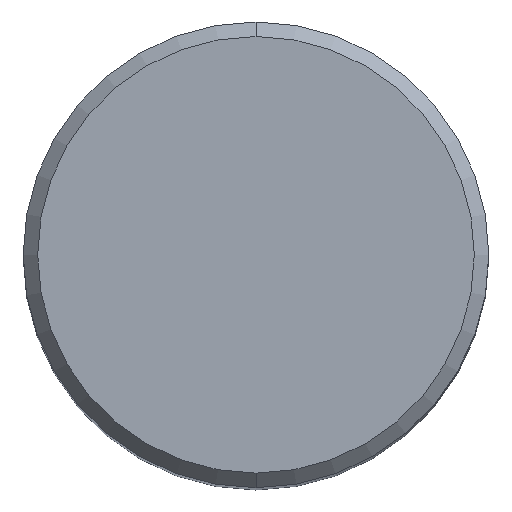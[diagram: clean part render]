
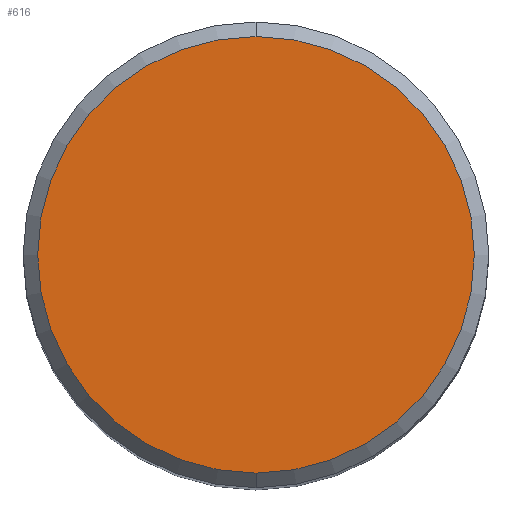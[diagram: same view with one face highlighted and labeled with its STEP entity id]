
A CAD part, top view. The second image highlights one B-rep face of the part: STEP entity #616.
In plain terms, the highlighted planar face has unit normal (0, 0, 1).
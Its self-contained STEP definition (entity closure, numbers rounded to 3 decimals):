
#271=CARTESIAN_POINT('',(0.,0.,0.));
#272=DIRECTION('',(0.,0.,1.));
#273=DIRECTION('',(0.,-1.,0.));
#274=AXIS2_PLACEMENT_3D('',#271,#272,#273);
#279=CARTESIAN_POINT('',(0.,0.,0.));
#280=DIRECTION('',(0.,0.,1.));
#281=DIRECTION('',(0.,1.,0.));
#282=AXIS2_PLACEMENT_3D('',#279,#280,#281);
#389=CARTESIAN_POINT('',(0.,-15.,0.));
#390=CARTESIAN_POINT('',(0.,15.,0.));
#391=VERTEX_POINT('',#389);
#392=VERTEX_POINT('',#390);
#607=CARTESIAN_POINT('',(0.,0.,0.));
#608=DIRECTION('',(0.,0.,1.));
#609=DIRECTION('',(0.,1.,0.));
#610=AXIS2_PLACEMENT_3D('',#607,#608,#609);
#611=PLANE('',#610);
#612=ORIENTED_EDGE('',*,*,#601,.F.);
#613=ORIENTED_EDGE('',*,*,#587,.F.);
#614=EDGE_LOOP('',(#612,#613));
#615=FACE_OUTER_BOUND('',#614,.F.);
#616=ADVANCED_FACE('',(#615),#611,.T.);
#275=CIRCLE('',#274,15.);
#283=CIRCLE('',#282,15.);
#587=EDGE_CURVE('',#392,#391,#283,.T.);
#601=EDGE_CURVE('',#391,#392,#275,.T.);
